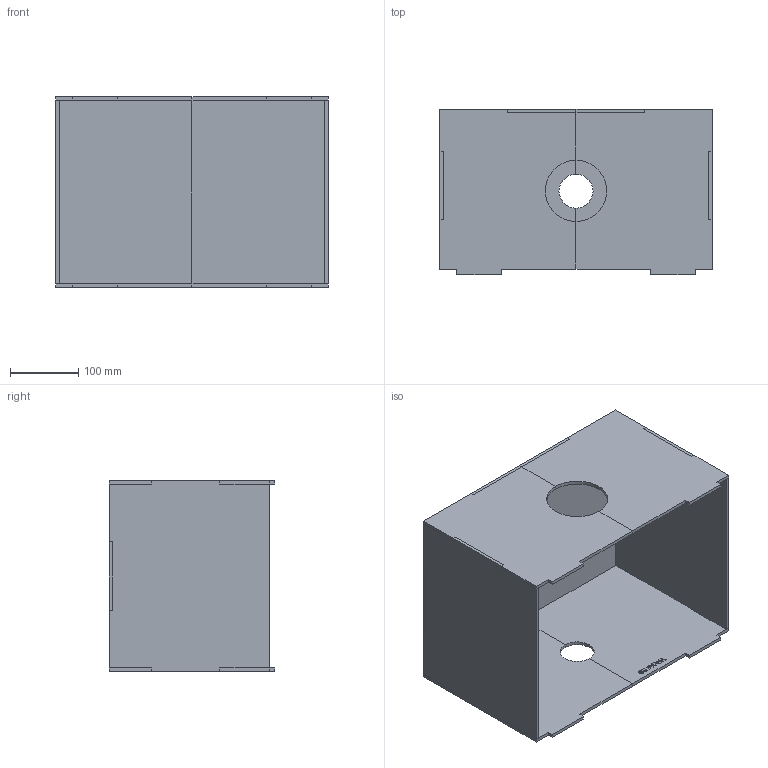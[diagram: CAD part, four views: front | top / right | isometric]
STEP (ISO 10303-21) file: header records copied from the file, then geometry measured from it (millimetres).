
FILE_DESCRIPTION(/* description */ (''),/* implementation_level */ '2;1');
FILE_NAME(/* name */ 'Upper_Box.step',/* time_stamp */ '2020-04-03T14:49:53+07:00',/* author */ (''),/* organization */ (''),/* preprocessor_version */ 'ST-DEVELOPER v18',/* originating_system */ 'Autodesk Translation Framework v8.12.0.6',/* authorisation */ '');
FILE_SCHEMA (('AUTOMOTIVE_DESIGN { 1 0 10303 214 3 1 1 }'));
Length unit declared in the file: millimetre
Products named in the file (10): Upper_Box_PAN; Big_Side; Component8; Component9; Small_Side; Top; Component11; Component12; Small_Side(Mirror) (1); Component7
Assembly tree (10 placements, depth 3):
  Upper_Box_PAN
    Big_Side
      Component7
      Component8
      Component9
    Small_Side
    Top
      Component11
      Component12
    Small_Side(Mirror) (1)
    Component7
Bounding box: 400 x 243 x 280 mm (x, y, z)
Volume: 2069727.7 mm3; surface area: 866734 mm2
Topology: 8 solids, 8 shells, 400 faces, 1086 edges, 724 vertices
Faces by surface type: plane 272, bspline 124, cylinder 4
Entity records: 8605 total; most frequent: CARTESIAN_POINT 2449, ORIENTED_EDGE 1350, DIRECTION 973, EDGE_CURVE 675, LINE 545, VECTOR 545, VERTEX_POINT 450, EDGE_LOOP 261
